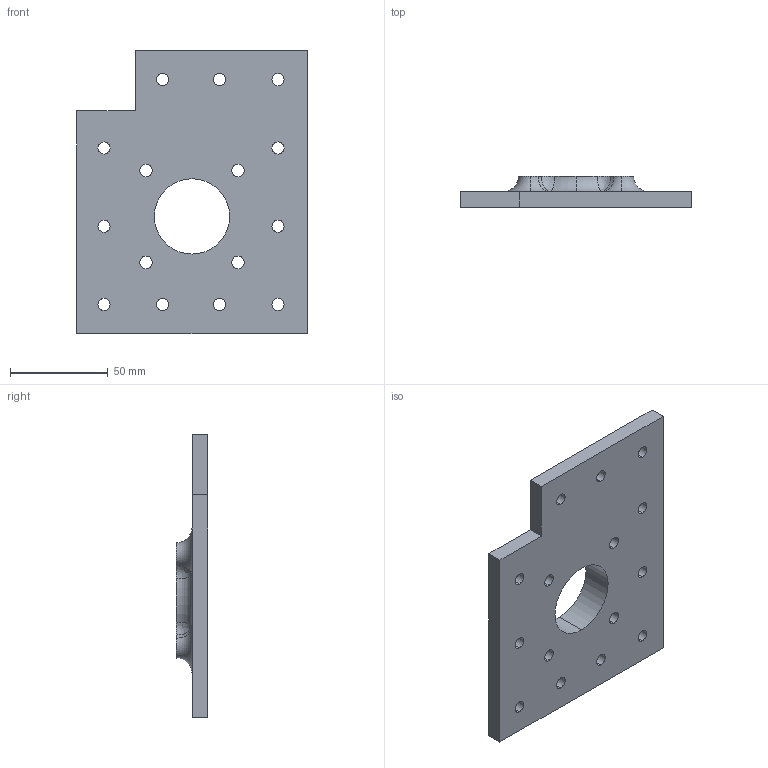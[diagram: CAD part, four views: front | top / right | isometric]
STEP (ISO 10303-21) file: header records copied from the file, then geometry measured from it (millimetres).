
FILE_DESCRIPTION (( 'STEP AP214' ), '1' );
FILE_NAME ('Z Motor Mount Left.step', '2019-11-11T12:32:22', ( '' ), ( '' ), 'SwSTEP 2.0', 'SolidWorks 2019', '' );
FILE_SCHEMA (( 'AUTOMOTIVE_DESIGN' ));
Length unit declared in the file: millimetre
Products named in the file (1): Z Motor Mount Left
Bounding box: 118 x 16 x 145 mm (x, y, z)
Volume: 132589.3 mm3; surface area: 39339.6 mm2
Topology: 1 solids, 1 shells, 76 faces, 211 edges, 130 vertices
Faces by surface type: cylinder 40, torus 11, plane 9, cone 8, bspline 8
Entity records: 3422 total; most frequent: CARTESIAN_POINT 1386, DIRECTION 438, ORIENTED_EDGE 406, EDGE_CURVE 203, AXIS2_PLACEMENT_3D 182, VERTEX_POINT 130, CIRCLE 113, EDGE_LOOP 109
